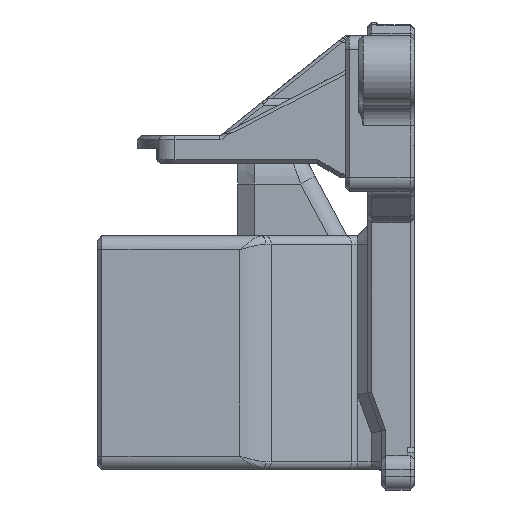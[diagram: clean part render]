
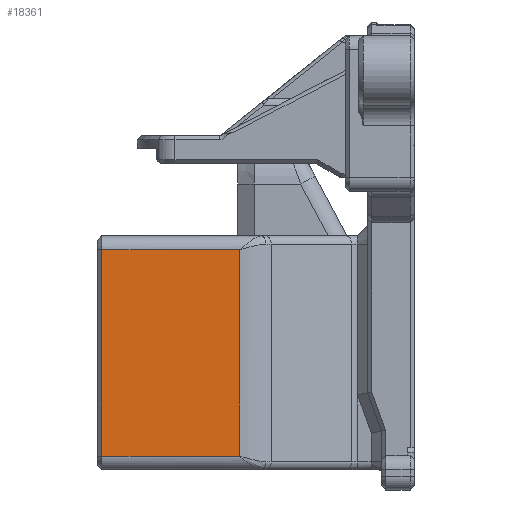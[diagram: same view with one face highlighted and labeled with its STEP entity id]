
A CAD part, left-side view. The second image highlights one B-rep face of the part: STEP entity #18361.
In plain terms, the highlighted planar face has unit normal (-1, 0, 0).
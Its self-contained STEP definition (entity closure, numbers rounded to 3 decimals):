
#746 = CARTESIAN_POINT ( 'NONE',  ( -18.15, 22.57, 0.425 ) ) ;
#1510 = ORIENTED_EDGE ( 'NONE', *, *, #8556, .T. ) ;
#1788 = ORIENTED_EDGE ( 'NONE', *, *, #21995, .T. ) ;
#1869 = VECTOR ( 'NONE', #8210, 1000. ) ;
#1972 = AXIS2_PLACEMENT_3D ( 'NONE', #11276, #13484, #6719 ) ;
#2499 = DIRECTION ( 'NONE',  ( 0., 1., 0. ) ) ;
#2745 = PLANE ( 'NONE',  #1972 ) ;
#3985 = CARTESIAN_POINT ( 'NONE',  ( -18.15, 12.612, -14.475 ) ) ;
#5263 = VERTEX_POINT ( 'NONE', #3985 ) ;
#6282 = CARTESIAN_POINT ( 'NONE',  ( -18.15, 22.57, -14.475 ) ) ;
#6719 = DIRECTION ( 'NONE',  ( 0., 0., 1. ) ) ;
#7018 = CARTESIAN_POINT ( 'NONE',  ( -18.15, 0., -14.475 ) ) ;
#7328 = LINE ( 'NONE', #16306, #18235 ) ;
#7480 = DIRECTION ( 'NONE',  ( 0., 0., 1. ) ) ;
#8210 = DIRECTION ( 'NONE',  ( 0., 0., -1. ) ) ;
#8556 = EDGE_CURVE ( 'NONE', #5263, #24027, #7328, .T. ) ;
#9355 = FACE_OUTER_BOUND ( 'NONE', #15197, .T. ) ;
#9896 = EDGE_CURVE ( 'NONE', #13643, #18725, #26438, .T. ) ;
#11144 = ORIENTED_EDGE ( 'NONE', *, *, #9896, .T. ) ;
#11276 = CARTESIAN_POINT ( 'NONE',  ( -18.15, 0., 0. ) ) ;
#11616 = CARTESIAN_POINT ( 'NONE',  ( -18.15, 12.612, 0.425 ) ) ;
#13484 = DIRECTION ( 'NONE',  ( -1., 0., 0. ) ) ;
#13643 = VERTEX_POINT ( 'NONE', #746 ) ;
#15197 = EDGE_LOOP ( 'NONE', ( #22774, #11144, #1788, #1510 ) ) ;
#15876 = LINE ( 'NONE', #28835, #27812 ) ;
#15998 = DIRECTION ( 'NONE',  ( 0., -1., 0. ) ) ;
#16306 = CARTESIAN_POINT ( 'NONE',  ( -18.15, 12.612, -13.675 ) ) ;
#18235 = VECTOR ( 'NONE', #7480, 1000. ) ;
#18361 = ADVANCED_FACE ( 'NONE', ( #9355 ), #2745, .T. ) ;
#18725 = VERTEX_POINT ( 'NONE', #20049 ) ;
#20049 = CARTESIAN_POINT ( 'NONE',  ( -18.15, 22.57, -14.475 ) ) ;
#20621 = EDGE_CURVE ( 'NONE', #24027, #13643, #15876, .T. ) ;
#21995 = EDGE_CURVE ( 'NONE', #18725, #5263, #27175, .T. ) ;
#22774 = ORIENTED_EDGE ( 'NONE', *, *, #20621, .T. ) ;
#24027 = VERTEX_POINT ( 'NONE', #11616 ) ;
#26438 = LINE ( 'NONE', #6282, #1869 ) ;
#26444 = VECTOR ( 'NONE', #15998, 1000. ) ;
#27175 = LINE ( 'NONE', #7018, #26444 ) ;
#27812 = VECTOR ( 'NONE', #2499, 1000. ) ;
#28835 = CARTESIAN_POINT ( 'NONE',  ( -18.15, 0., 0.425 ) ) ;
